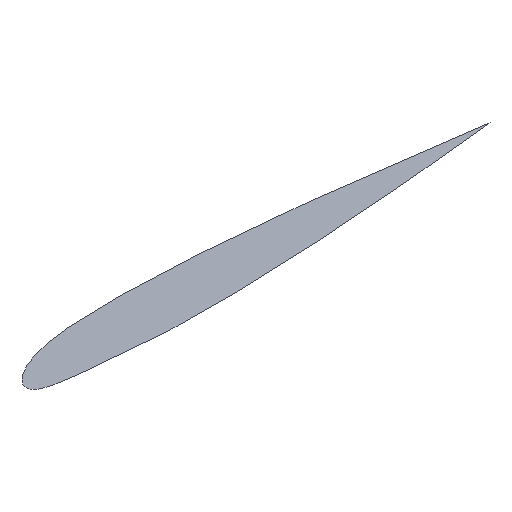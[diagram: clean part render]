
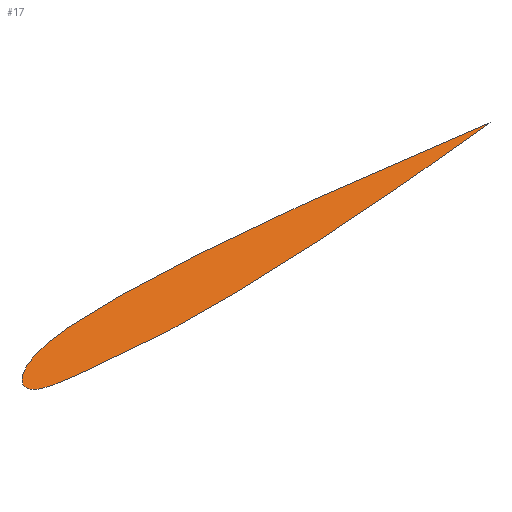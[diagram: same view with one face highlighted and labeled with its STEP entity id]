
A CAD part, isometric view. The second image highlights one B-rep face of the part: STEP entity #17.
In plain terms, the highlighted free-form (B-spline) face has degree [1, 1] with [2, 2] control points.
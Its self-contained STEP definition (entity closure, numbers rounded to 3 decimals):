
#17 = ADVANCED_FACE('',(#18),#95,.T.);
#18 = FACE_BOUND('',#19,.T.);
#19 = EDGE_LOOP('',(#20,#83,#90));
#20 = ORIENTED_EDGE('',*,*,#21,.T.);
#21 = EDGE_CURVE('',#22,#24,#26,.T.);
#22 = VERTEX_POINT('',#23);
#23 = CARTESIAN_POINT('',(1.066,0.001,0.));
#24 = VERTEX_POINT('',#25);
#25 = CARTESIAN_POINT('',(1.066,-0.001,0.));
#26 = B_SPLINE_CURVE_WITH_KNOTS('',3,(#27,#28,#29,#30,#31,#32,#33,#34,
    #35,#36,#37,#38,#39,#40,#41,#42,#43,#44,#45,#46,#47,#48,#49,#50,#51,
    #52,#53,#54,#55,#56,#57,#58,#59,#60,#61,#62,#63,#64,#65,#66,#67,#68,
    #69,#70,#71,#72,#73,#74,#75,#76,#77,#78,#79,#80,#81,#82),
  .UNSPECIFIED.,.F.,.F.,(4,1,1,1,1,1,1,1,1,1,1,1,1,1,1,1,1,1,1,1,1,1,1,1
    ,1,1,1,1,1,1,1,1,1,1,1,1,1,1,1,1,1,1,1,1,1,1,1,1,1,1,1,1,1,4),(0.,
    0.001,0.005,0.012,
    0.021,0.033,0.047,
    0.063,0.102,0.123,0.146,
    0.246,0.272,0.297,0.346,
    0.369,0.39,0.411,0.43,
    0.447,0.463,0.476,0.486,
    0.495,0.501,0.505,0.51,
    0.516,0.524,0.533,0.544,
    0.557,0.573,0.59,0.61,
    0.631,0.654,0.678,0.728,
    0.754,0.779,0.805,0.83,
    0.854,0.877,0.898,0.918,
    0.937,0.967,0.979,0.988,
    0.995,0.999,1.),.UNSPECIFIED.);
#27 = CARTESIAN_POINT('',(1.066,0.001,0.));
#28 = CARTESIAN_POINT('',(1.065,0.001,0.));
#29 = CARTESIAN_POINT('',(1.061,0.002,0.));
#30 = CARTESIAN_POINT('',(1.052,0.004,0.));
#31 = CARTESIAN_POINT('',(1.038,0.006,0.));
#32 = CARTESIAN_POINT('',(1.018,0.009,0.));
#33 = CARTESIAN_POINT('',(0.993,0.013,0.));
#34 = CARTESIAN_POINT('',(0.963,0.017,0.));
#35 = CARTESIAN_POINT('',(0.913,0.024,0.));
#36 = CARTESIAN_POINT('',(0.859,0.032,0.));
#37 = CARTESIAN_POINT('',(0.799,0.04,0.));
#38 = CARTESIAN_POINT('',(0.695,0.053,0.));
#39 = CARTESIAN_POINT('',(0.588,0.064,0.));
#40 = CARTESIAN_POINT('',(0.479,0.073,0.));
#41 = CARTESIAN_POINT('',(0.406,0.077,0.));
#42 = CARTESIAN_POINT('',(0.336,0.08,0.));
#43 = CARTESIAN_POINT('',(0.269,0.081,0.));
#44 = CARTESIAN_POINT('',(0.222,0.08,0.));
#45 = CARTESIAN_POINT('',(0.178,0.078,0.));
#46 = CARTESIAN_POINT('',(0.137,0.074,0.));
#47 = CARTESIAN_POINT('',(0.1,0.068,0.));
#48 = CARTESIAN_POINT('',(0.067,0.058,0.));
#49 = CARTESIAN_POINT('',(0.041,0.047,0.));
#50 = CARTESIAN_POINT('',(0.021,0.035,0.));
#51 = CARTESIAN_POINT('',(0.007,0.023,0.));
#52 = CARTESIAN_POINT('',(-0.001,0.012,0.));
#53 = CARTESIAN_POINT('',(-0.001,0.,0.));
#54 = CARTESIAN_POINT('',(0.006,-0.01,0.));
#55 = CARTESIAN_POINT('',(0.018,-0.016,0.));
#56 = CARTESIAN_POINT('',(0.034,-0.021,0.));
#57 = CARTESIAN_POINT('',(0.054,-0.024,0.));
#58 = CARTESIAN_POINT('',(0.078,-0.028,0.));
#59 = CARTESIAN_POINT('',(0.107,-0.031,0.));
#60 = CARTESIAN_POINT('',(0.14,-0.035,0.));
#61 = CARTESIAN_POINT('',(0.177,-0.039,0.));
#62 = CARTESIAN_POINT('',(0.22,-0.043,0.));
#63 = CARTESIAN_POINT('',(0.266,-0.046,0.));
#64 = CARTESIAN_POINT('',(0.315,-0.048,0.));
#65 = CARTESIAN_POINT('',(0.386,-0.048,0.));
#66 = CARTESIAN_POINT('',(0.458,-0.047,0.));
#67 = CARTESIAN_POINT('',(0.532,-0.045,0.));
#68 = CARTESIAN_POINT('',(0.587,-0.042,0.));
#69 = CARTESIAN_POINT('',(0.642,-0.039,0.));
#70 = CARTESIAN_POINT('',(0.696,-0.036,0.));
#71 = CARTESIAN_POINT('',(0.748,-0.032,0.));
#72 = CARTESIAN_POINT('',(0.797,-0.028,0.));
#73 = CARTESIAN_POINT('',(0.844,-0.024,0.));
#74 = CARTESIAN_POINT('',(0.887,-0.02,0.));
#75 = CARTESIAN_POINT('',(0.937,-0.015,0.));
#76 = CARTESIAN_POINT('',(0.981,-0.011,0.));
#77 = CARTESIAN_POINT('',(1.018,-0.007,0.));
#78 = CARTESIAN_POINT('',(1.038,-0.005,0.));
#79 = CARTESIAN_POINT('',(1.052,-0.003,0.));
#80 = CARTESIAN_POINT('',(1.061,-0.002,0.));
#81 = CARTESIAN_POINT('',(1.065,-0.001,0.));
#82 = CARTESIAN_POINT('',(1.066,-0.001,0.));
#83 = ORIENTED_EDGE('',*,*,#84,.T.);
#84 = EDGE_CURVE('',#24,#85,#87,.T.);
#85 = VERTEX_POINT('',#86);
#86 = CARTESIAN_POINT('',(1.075,0.,0.));
#87 = B_SPLINE_CURVE_WITH_KNOTS('',1,(#88,#89),.UNSPECIFIED.,.F.,.F.,(2,
    2),(0.,0.009),.PIECEWISE_BEZIER_KNOTS.);
#88 = CARTESIAN_POINT('',(1.066,-0.001,0.));
#89 = CARTESIAN_POINT('',(1.075,0.,0.));
#90 = ORIENTED_EDGE('',*,*,#91,.T.);
#91 = EDGE_CURVE('',#85,#22,#92,.T.);
#92 = B_SPLINE_CURVE_WITH_KNOTS('',1,(#93,#94),.UNSPECIFIED.,.F.,.F.,(2,
    2),(-0.009,0.),.PIECEWISE_BEZIER_KNOTS.);
#93 = CARTESIAN_POINT('',(1.075,0.,0.));
#94 = CARTESIAN_POINT('',(1.066,0.001,0.));
#95 = B_SPLINE_SURFACE_WITH_KNOTS('',1,1,(
    (#96,#97)
    ,(#98,#99
    )),.UNSPECIFIED.,.F.,.F.,.F.,(2,2),(2,2),(-0.002,
    1.008),(-0.057,0.065),
  .PIECEWISE_BEZIER_KNOTS.);
#96 = CARTESIAN_POINT('',(-0.001,-0.048,0.));
#97 = CARTESIAN_POINT('',(-0.001,0.081,0.));
#98 = CARTESIAN_POINT('',(1.075,-0.048,0.));
#99 = CARTESIAN_POINT('',(1.075,0.081,0.));
